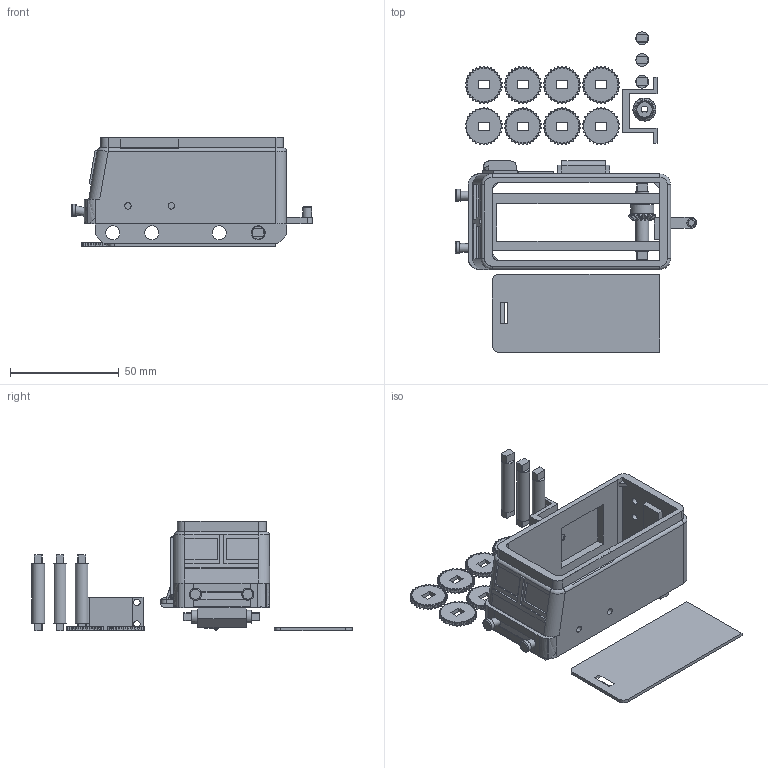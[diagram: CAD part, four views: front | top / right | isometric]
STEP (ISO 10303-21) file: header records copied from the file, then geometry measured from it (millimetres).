
FILE_DESCRIPTION(/* description */ ('','CAx-IF Rec.Pracs.---Representation and Presentation of Product Manufacturing Information (PMI)---4.0---2014-10-13'),/* implementation_level */ '2;1');
FILE_NAME(/* name */ 'Locomotive ONE.step',/* time_stamp */ '2025-01-12T21:49:11+02:00',/* author */ (''),/* organization */ (''),/* preprocessor_version */ 'ST-DEVELOPER v20',/* originating_system */ 'Autodesk Translation Framework v13.20.0.188',/* authorisation */ '');
FILE_SCHEMA (('AP242_MANAGED_MODEL_BASED_3D_ENGINEERING_MIM_LF { 1 0 10303 442 1 1 4 }'));
Products named in the file (2): Locomotive; Component14
Assembly tree (1 placements, depth 2):
  Locomotive
    Component14
Bounding box: 111.06 x 147.39 x 50.55 mm (x, y, z)
Volume: 61587.1 mm3; surface area: 46559.2 mm2
Topology: 16 solids, 16 shells, 2073 faces, 5588 edges, 3563 vertices
Faces by surface type: bspline 670, plane 587, cylinder 487, cone 324, torus 5
Full cylindrical faces by diameter (mm): 3 x10, 3.2 x2, 3.364 x1, 4 x3, 4.781 x2, 5.623 x1, 5.643 x1, 5.9 x5, 6.5 x7, 10.586 x2
Entity records: 103729 total; most frequent: CARTESIAN_POINT 53822, ORIENTED_EDGE 11174, DIRECTION 9614, EDGE_CURVE 5587, AXIS2_PLACEMENT_3D 3711, VERTEX_POINT 3563, LINE 2192, VECTOR 2192
